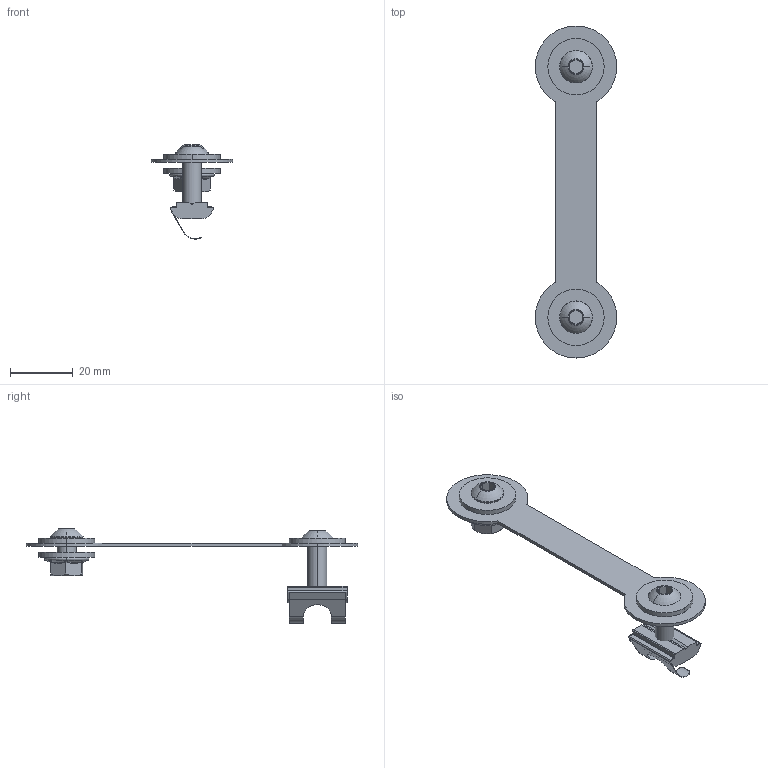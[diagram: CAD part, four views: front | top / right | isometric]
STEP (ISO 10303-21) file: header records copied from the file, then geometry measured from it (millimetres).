
FILE_DESCRIPTION (( 'STEP AP214' ), '1' );
FILE_NAME ('6621010', '2019-01-30T08:33:19', ( '' ), ('JUGARD+KÜNSTNER GmbH'), 'SwSTEP 2.0', 'SolidWorks 2017', '' );
FILE_SCHEMA (( 'AUTOMOTIVE_DESIGN' ));
Length unit declared in the file: millimetre
Products named in the file (1): 6621010
Bounding box: 26 x 106 x 30.07 mm (x, y, z)
Volume: 5466.3 mm3; surface area: 8151 mm2
Topology: 8 solids, 8 shells, 186 faces, 451 edges, 284 vertices
Faces by surface type: plane 91, cylinder 53, cone 22, torus 14, bspline 6
Entity records: 5940 total; most frequent: CARTESIAN_POINT 1442, DIRECTION 913, ORIENTED_EDGE 902, EDGE_CURVE 451, AXIS2_PLACEMENT_3D 335, VERTEX_POINT 284, LINE 243, VECTOR 243
